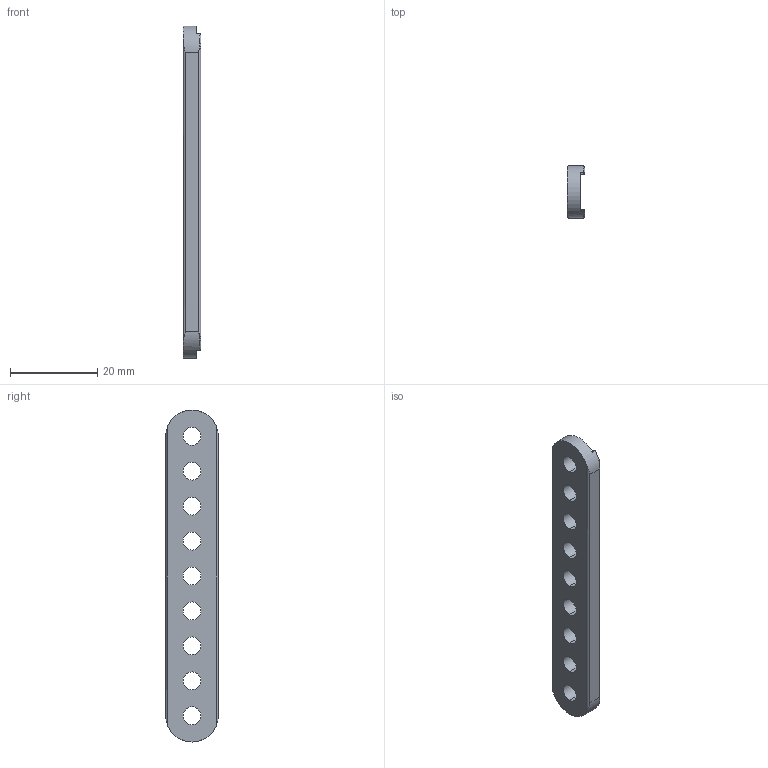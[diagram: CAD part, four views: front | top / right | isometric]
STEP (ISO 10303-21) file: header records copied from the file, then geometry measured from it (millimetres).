
FILE_DESCRIPTION (( 'STEP AP214' ), '1' );
FILE_NAME ('Beam0412-076µ¥¿×Áº.step', '2016-10-28T04:03:59', ( 'dell' ), ( '' ), 'SwSTEP 2.0', 'SolidWorks 2013', '' );
FILE_SCHEMA (( 'AUTOMOTIVE_DESIGN' ));
Length unit declared in the file: millimetre
Products named in the file (1): Beam0412-076等謂褽
Bounding box: 4 x 12 x 76 mm (x, y, z)
Volume: 2551.9 mm3; surface area: 2590.9 mm2
Topology: 1 solids, 1 shells, 57 faces, 147 edges, 84 vertices
Faces by surface type: cylinder 33, sphere 8, plane 8, bspline 4, torus 4
Entity records: 1891 total; most frequent: CARTESIAN_POINT 457, DIRECTION 315, ORIENTED_EDGE 278, EDGE_CURVE 139, AXIS2_PLACEMENT_3D 134, VERTEX_POINT 84, CIRCLE 80, EDGE_LOOP 75
